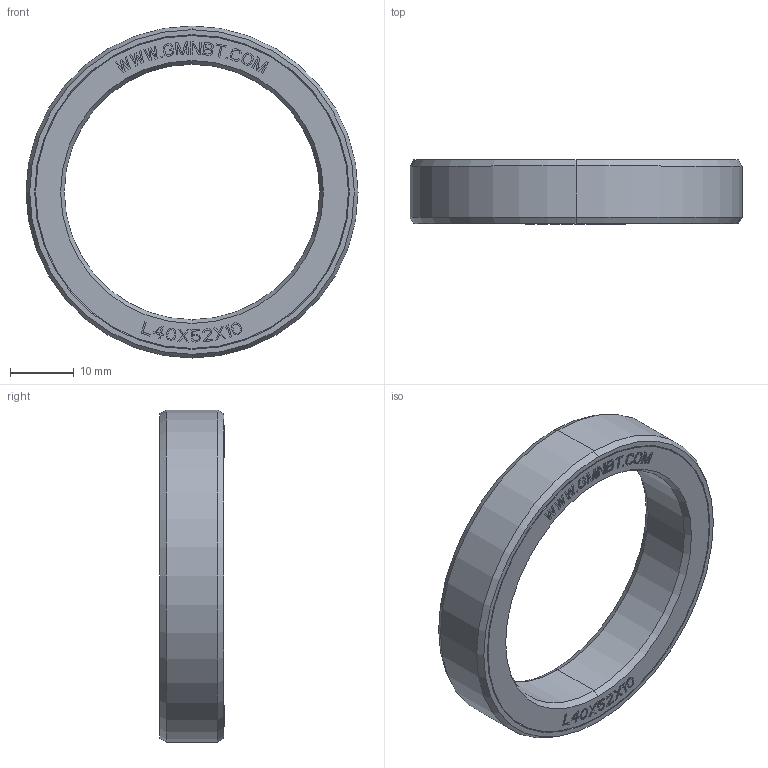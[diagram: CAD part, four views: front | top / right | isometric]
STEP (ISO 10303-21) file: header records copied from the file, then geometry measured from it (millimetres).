
FILE_DESCRIPTION((''),'2;1');
FILE_NAME('L40X52X10_PRT','2014-11-17T',('sales 4'),(''),'PRO/ENGINEER BY PARAMETRIC TECHNOLOGY CORPORATION, 2013150','PRO/ENGINEER BY PARAMETRIC TECHNOLOGY CORPORATION, 2013150','');
FILE_SCHEMA(('AUTOMOTIVE_DESIGN { 1 0 10303 214 1 1 1 1 }'));
Length unit declared in the file: millimetre
Products named in the file (1): L40X52X10_PRT
Bounding box: 52 x 10.07 x 52 mm (x, y, z)
Volume: 8226.5 mm3; surface area: 8298.4 mm2
Topology: 2 solids, 2 shells, 553 faces, 1515 edges, 994 vertices
Faces by surface type: plane 497, cone 24, torus 20, cylinder 12
Entity records: 22939 total; most frequent: CARTESIAN_POINT 3064, ORIENTED_EDGE 3030, DIRECTION 2705, PRESENTATION_STYLE_ASSIGNMENT 1653, STYLED_ITEM 1587, CURVE_STYLE 1515, EDGE_CURVE 1515, VECTOR 1431
